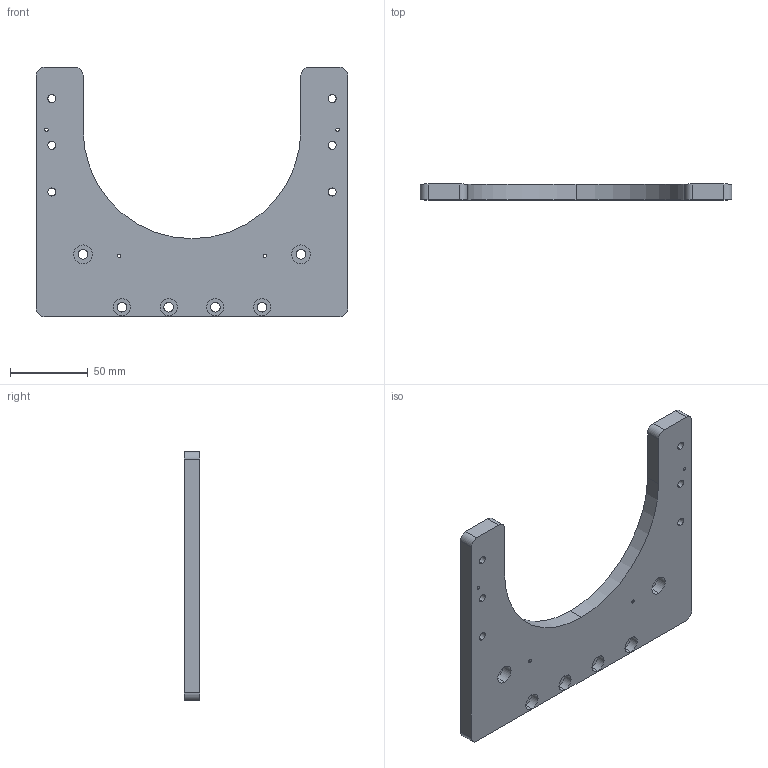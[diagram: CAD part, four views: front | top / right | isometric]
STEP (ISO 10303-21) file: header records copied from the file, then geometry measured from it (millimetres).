
FILE_DESCRIPTION (( 'STEP AP214' ), '1' );
FILE_NAME ('萇覃せ諳假蚾啣3.STEP', '2025-04-02T03:42:28', ( 'dingchuan' ), ( '' ), 'SwSTEP 2.0', 'SolidWorks 2024', '' );
FILE_SCHEMA (( 'AUTOMOTIVE_DESIGN' ));
Length unit declared in the file: millimetre
Products named in the file (1): 电调瓶口安装板3
Bounding box: 200 x 10 x 160 mm (x, y, z)
Volume: 180754.4 mm3; surface area: 48406.9 mm2
Topology: 1 solids, 1 shells, 67 faces, 177 edges, 118 vertices
Faces by surface type: cylinder 52, plane 15
Entity records: 2222 total; most frequent: DIRECTION 417, CARTESIAN_POINT 363, ORIENTED_EDGE 354, EDGE_CURVE 177, AXIS2_PLACEMENT_3D 172, VERTEX_POINT 118, EDGE_LOOP 105, CIRCLE 104
